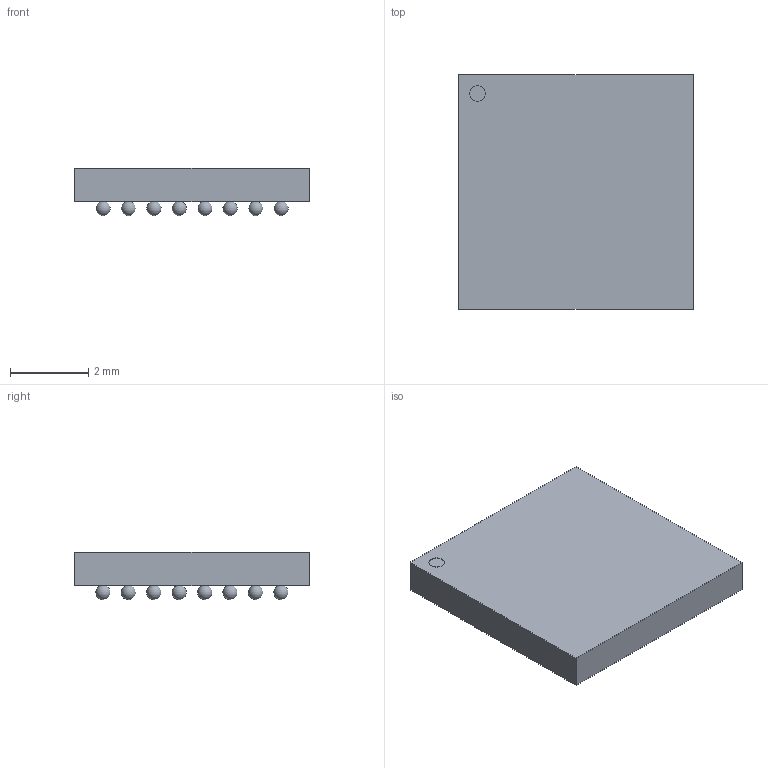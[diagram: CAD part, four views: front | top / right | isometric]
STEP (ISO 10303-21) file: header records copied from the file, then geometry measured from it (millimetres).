
FILE_DESCRIPTION(/* description */ ('model of TFBGA-64_6.0x6.0mm_Layout8x8_P0.65mm'),/* implementation_level */ '2;1');
FILE_NAME(/* name */ 'TFBGA-64_6.0x6.0mm_Layout8x8_P0.65mm.step',/* time_stamp */ '2018-12-27T18:52:53',/* author */ ('kicad StepUp','ksu'),/* organization */ ('FreeCAD'),/* preprocessor_version */ 'OCC',/* originating_system */ 'kicad StepUp',/* authorisation */ '');
FILE_SCHEMA(('AUTOMOTIVE_DESIGN { 1 0 10303 214 1 1 1 1 }'));
Length unit declared in the file: millimetre
Products named in the file (1): TFBGA_64_60x60mm_Layout8x8_P065mm
Bounding box: 6 x 6 x 1.21 mm (x, y, z)
Volume: 32.3 mm3; surface area: 118.3 mm2
Topology: 1 solids, 1 shells, 72 faces, 207 edges, 138 vertices
Faces by surface type: sphere 64, plane 7, cylinder 1
Full cylindrical faces by diameter (mm): 0.4 x1
Entity records: 4501 total; most frequent: DIRECTION 704, CARTESIAN_POINT 646, ORIENTED_EDGE 286, PCURVE 286, DEFINITIONAL_REPRESENTATION 286, LINE 233, VECTOR 233, AXIS2_PLACEMENT_3D 203
